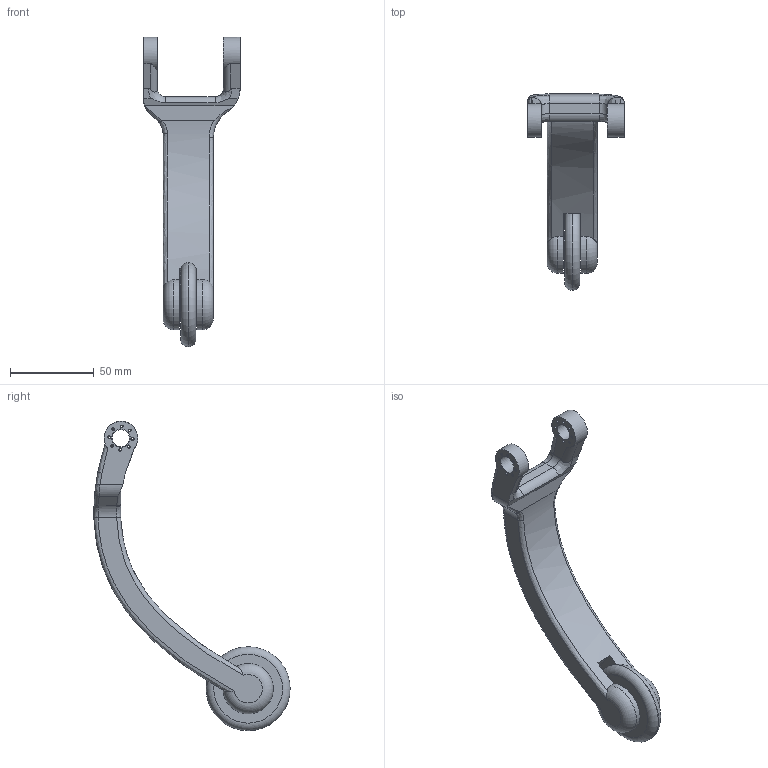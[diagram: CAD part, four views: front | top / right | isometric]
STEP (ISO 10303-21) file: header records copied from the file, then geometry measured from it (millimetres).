
FILE_DESCRIPTION(/* description */ (''),/* implementation_level */ '2;1');
FILE_NAME(/* name */ 'tail_body.stp',/* time_stamp */ '2017-08-21T11:35:41+09:00',/* author */ (''),/* organization */ (''),/* preprocessor_version */ 'ST-DEVELOPER v16.13',/* originating_system */ 'Autodesk Translation Framework v6.1.1.50',/* authorisation */ '');
FILE_SCHEMA (('AUTOMOTIVE_DESIGN { 1 0 10303 214 3 1 1 }'));
Length unit declared in the file: millimetre
Products named in the file (2): tail_body; コンポーネント2
Assembly tree (1 placements, depth 2):
  tail_body
    コンポーネント2
Bounding box: 57.5 x 116.92 x 184.33 mm (x, y, z)
Volume: 109132.5 mm3; surface area: 28026.2 mm2
Topology: 2 solids, 2 shells, 87 faces, 248 edges, 165 vertices
Faces by surface type: cylinder 37, bspline 30, plane 16, torus 4
Full cylindrical faces by diameter (mm): 1.623 x16, 10.2 x1, 11 x1, 12 x1, 13.2 x1, 50 x1
Entity records: 4205 total; most frequent: CARTESIAN_POINT 2149, ORIENTED_EDGE 416, DIRECTION 349, EDGE_CURVE 208, AXIS2_PLACEMENT_3D 153, EDGE_LOOP 150, VERTEX_POINT 148, FACE_OUTER_BOUND 87
